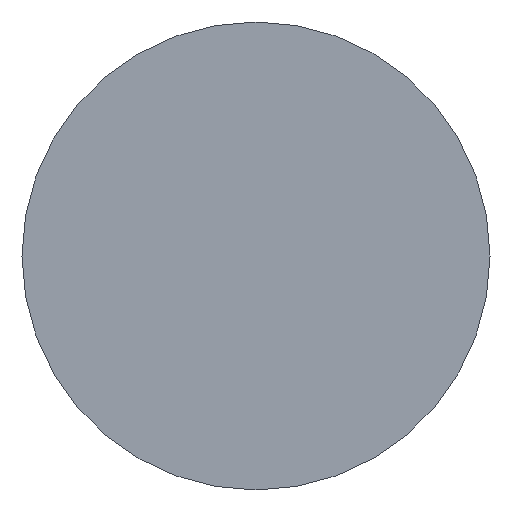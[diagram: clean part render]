
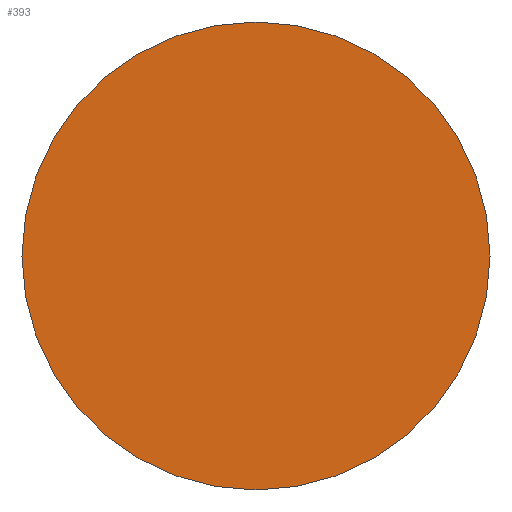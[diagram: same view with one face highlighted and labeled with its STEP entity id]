
A CAD part, front view. The second image highlights one B-rep face of the part: STEP entity #393.
In plain terms, the highlighted planar face has unit normal (0, -1, 0).
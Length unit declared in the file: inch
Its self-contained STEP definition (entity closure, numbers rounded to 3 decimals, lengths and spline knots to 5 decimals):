
#23 = AXIS2_PLACEMENT_3D ( 'NONE', #121, #192, #367 ) ;
#63 = AXIS2_PLACEMENT_3D ( 'NONE', #216, #323, #424 ) ;
#71 = DIRECTION ( 'NONE',  ( 0., -1., 0. ) ) ;
#89 = CIRCLE ( 'NONE', #301, 0.3125 ) ;
#115 = FACE_OUTER_BOUND ( 'NONE', #191, .T. ) ;
#121 = CARTESIAN_POINT ( 'NONE',  ( 0., 0., 0. ) ) ;
#191 = EDGE_LOOP ( 'NONE', ( #334, #291 ) ) ;
#192 = DIRECTION ( 'NONE',  ( 0., -1., 0. ) ) ;
#212 = DIRECTION ( 'NONE',  ( 0., 0., -1. ) ) ;
#216 = CARTESIAN_POINT ( 'NONE',  ( 0., 0., 0. ) ) ;
#218 = PLANE ( 'NONE',  #23 ) ;
#278 = EDGE_CURVE ( 'NONE', #362, #405, #89, .T. ) ;
#291 = ORIENTED_EDGE ( 'NONE', *, *, #278, .T. ) ;
#301 = AXIS2_PLACEMENT_3D ( 'NONE', #453, #71, #212 ) ;
#323 = DIRECTION ( 'NONE',  ( 0., -1., 0. ) ) ;
#334 = ORIENTED_EDGE ( 'NONE', *, *, #363, .T. ) ;
#350 = CIRCLE ( 'NONE', #63, 0.3125 ) ;
#362 = VERTEX_POINT ( 'NONE', #431 ) ;
#363 = EDGE_CURVE ( 'NONE', #405, #362, #350, .T. ) ;
#367 = DIRECTION ( 'NONE',  ( 0., 0., -1. ) ) ;
#393 = ADVANCED_FACE ( 'NONE', ( #115 ), #218, .T. ) ;
#405 = VERTEX_POINT ( 'NONE', #438 ) ;
#424 = DIRECTION ( 'NONE',  ( 0., 0., -1. ) ) ;
#431 = CARTESIAN_POINT ( 'NONE',  ( 0., 0., 0.3125 ) ) ;
#438 = CARTESIAN_POINT ( 'NONE',  ( 0., 0., -0.3125 ) ) ;
#453 = CARTESIAN_POINT ( 'NONE',  ( 0., 0., 0. ) ) ;
